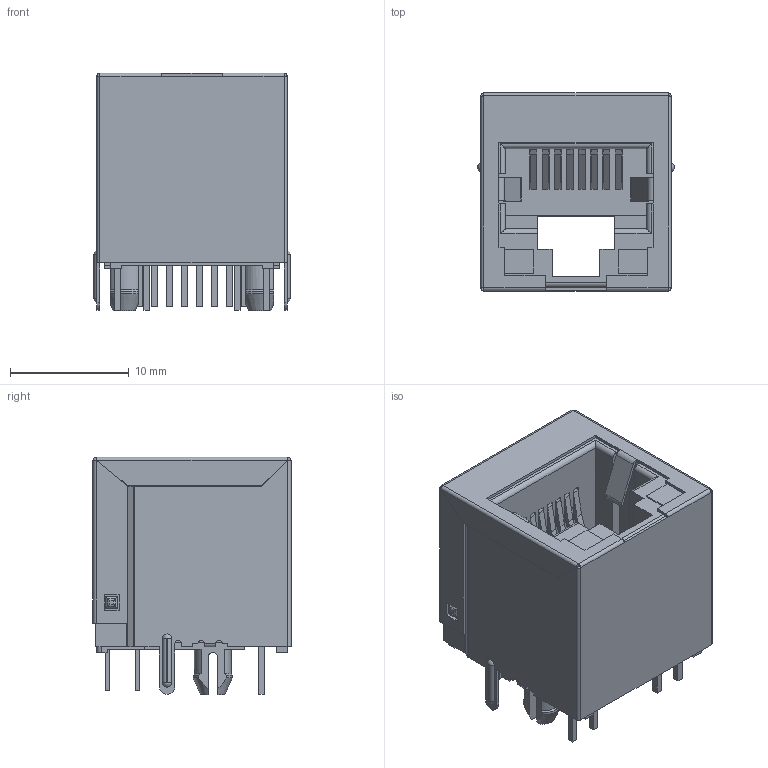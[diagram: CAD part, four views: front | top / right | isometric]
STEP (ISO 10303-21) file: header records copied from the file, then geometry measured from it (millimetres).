
FILE_DESCRIPTION(/* description */ ('Unknown'),/* implementation_level */ '2;1');
FILE_NAME(/* name */ 'J_Wurth_WR-MJ_615008138321',/* time_stamp */ '2025-07-07T10:16:00+08:00',/* author */ ('Unknown'),/* organization */ ('Unknown'),/* preprocessor_version */ 'ST-DEVELOPER v19.4',/* originating_system */ 'Solid Edge',/* authorisation */ 'Unknown');
FILE_SCHEMA (('AUTOMOTIVE_DESIGN {1 0 10303 214 3 1 1}'));
Length unit declared in the file: millimetre
Products named in the file (2): J_Wurth_WR-MJ_615008138321
Assembly tree (1 placements, depth 2):
  J_Wurth_WR-MJ_615008138321
    J_Wurth_WR-MJ_615008138321
Bounding box: 16.57 x 16.7 x 20.05 mm (x, y, z)
Volume: 2382 mm3; surface area: 6081.6 mm2
Topology: 1 solids, 1 shells, 699 faces, 2025 edges, 1298 vertices
Faces by surface type: plane 500, cylinder 171, torus 16, cone 8, sphere 4
Entity records: 27844 total; most frequent: CARTESIAN_POINT 4164, ORIENTED_EDGE 4042, DIRECTION 3745, EDGE_CURVE 2021, LINE 1635, VECTOR 1635, VERTEX_POINT 1298, AXIS2_PLACEMENT_3D 1055
